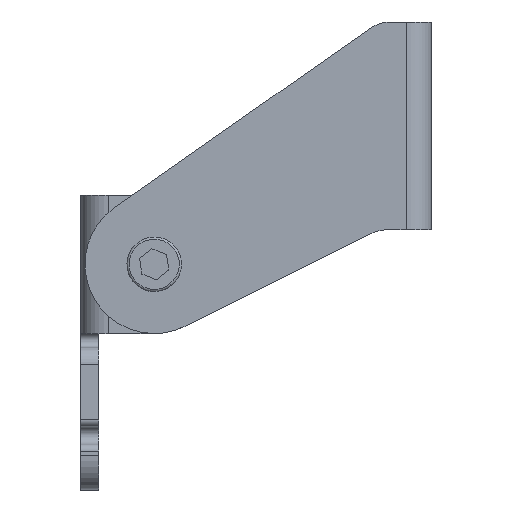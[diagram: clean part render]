
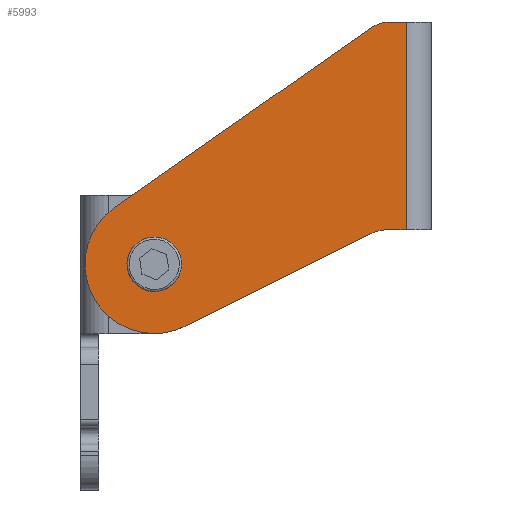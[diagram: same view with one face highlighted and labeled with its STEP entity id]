
A CAD part, left-side view. The second image highlights one B-rep face of the part: STEP entity #5993.
In plain terms, the highlighted planar face has unit normal (-1, 0, 0).
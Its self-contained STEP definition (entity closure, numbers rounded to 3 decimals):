
#16 = DIRECTION ( 'NONE',  ( 1., 0., 0. ) ) ;
#24 = CARTESIAN_POINT ( 'NONE',  ( 50.332, 129.578, -2.061 ) ) ;
#35 = PLANE ( 'NONE',  #5552 ) ;
#126 = CARTESIAN_POINT ( 'NONE',  ( 50.332, 83.471, 4.289 ) ) ;
#164 = ORIENTED_EDGE ( 'NONE', *, *, #2322, .F. ) ;
#194 = CARTESIAN_POINT ( 'NONE',  ( 50.332, 135.674, -2.061 ) ) ;
#217 = DIRECTION ( 'NONE',  ( 0., 0., -1. ) ) ;
#239 = LINE ( 'NONE', #1222, #4218 ) ;
#337 = EDGE_CURVE ( 'NONE', #6073, #1809, #1165, .T. ) ;
#352 = VERTEX_POINT ( 'NONE', #5842 ) ;
#401 = FACE_BOUND ( 'NONE', #4086, .T. ) ;
#437 = AXIS2_PLACEMENT_3D ( 'NONE', #2232, #4618, #4154 ) ;
#467 = DIRECTION ( 'NONE',  ( 0., 1., 0. ) ) ;
#518 = VECTOR ( 'NONE', #1671, 1000. ) ;
#671 = EDGE_CURVE ( 'NONE', #1430, #3245, #239, .T. ) ;
#681 = AXIS2_PLACEMENT_3D ( 'NONE', #1511, #3449, #467 ) ;
#788 = ORIENTED_EDGE ( 'NONE', *, *, #3982, .F. ) ;
#1016 = DIRECTION ( 'NONE',  ( -1., 0., 0. ) ) ;
#1098 = ORIENTED_EDGE ( 'NONE', *, *, #671, .F. ) ;
#1122 = ORIENTED_EDGE ( 'NONE', *, *, #5990, .F. ) ;
#1139 = LINE ( 'NONE', #3164, #3643 ) ;
#1165 = CIRCLE ( 'NONE', #3966, 12.7 ) ;
#1222 = CARTESIAN_POINT ( 'NONE',  ( 50.332, 86.392, 23.339 ) ) ;
#1430 = VERTEX_POINT ( 'NONE', #2494 ) ;
#1468 = CARTESIAN_POINT ( 'NONE',  ( 50.332, 132.626, -2.061 ) ) ;
#1508 = VECTOR ( 'NONE', #4200, 1000. ) ;
#1511 = CARTESIAN_POINT ( 'NONE',  ( 50.332, 132.626, -2.061 ) ) ;
#1671 = DIRECTION ( 'NONE',  ( 0., 1., 0. ) ) ;
#1714 = CIRCLE ( 'NONE', #2914, 3.048 ) ;
#1809 = VERTEX_POINT ( 'NONE', #3634 ) ;
#1825 = LINE ( 'NONE', #126, #518 ) ;
#1852 = VERTEX_POINT ( 'NONE', #4209 ) ;
#1931 = VERTEX_POINT ( 'NONE', #194 ) ;
#1968 = CARTESIAN_POINT ( 'NONE',  ( 50.332, 83.471, 23.339 ) ) ;
#2069 = CARTESIAN_POINT ( 'NONE',  ( 50.332, 89.853, -2.061 ) ) ;
#2133 = AXIS2_PLACEMENT_3D ( 'NONE', #2069, #5939, #2138 ) ;
#2138 = DIRECTION ( 'NONE',  ( 0., 1., 0. ) ) ;
#2173 = VERTEX_POINT ( 'NONE', #3645 ) ;
#2176 = ORIENTED_EDGE ( 'NONE', *, *, #4069, .F. ) ;
#2232 = CARTESIAN_POINT ( 'NONE',  ( 50.332, 89.341, 36.039 ) ) ;
#2250 = EDGE_CURVE ( 'NONE', #2467, #2173, #5186, .T. ) ;
#2322 = EDGE_CURVE ( 'NONE', #352, #1430, #1139, .T. ) ;
#2467 = VERTEX_POINT ( 'NONE', #3715 ) ;
#2494 = CARTESIAN_POINT ( 'NONE',  ( 50.332, 86.392, 42.389 ) ) ;
#2649 = VERTEX_POINT ( 'NONE', #24 ) ;
#2732 = CARTESIAN_POINT ( 'NONE',  ( 50.332, 139.916, 8.338 ) ) ;
#2796 = EDGE_CURVE ( 'NONE', #3245, #2467, #1825, .T. ) ;
#2872 = DIRECTION ( 'NONE',  ( 1., 0., 0. ) ) ;
#2914 = AXIS2_PLACEMENT_3D ( 'NONE', #3931, #1016, #2978 ) ;
#2942 = CARTESIAN_POINT ( 'NONE',  ( 50.332, 86.392, 4.289 ) ) ;
#2978 = DIRECTION ( 'NONE',  ( 0., 1., 0. ) ) ;
#3021 = ORIENTED_EDGE ( 'NONE', *, *, #5249, .F. ) ;
#3164 = CARTESIAN_POINT ( 'NONE',  ( 50.332, 83.471, 42.389 ) ) ;
#3227 = ORIENTED_EDGE ( 'NONE', *, *, #3998, .F. ) ;
#3245 = VERTEX_POINT ( 'NONE', #2942 ) ;
#3443 = FACE_OUTER_BOUND ( 'NONE', #5308, .T. ) ;
#3449 = DIRECTION ( 'NONE',  ( -1., 0., 0. ) ) ;
#3634 = CARTESIAN_POINT ( 'NONE',  ( 50.332, 139.916, 8.338 ) ) ;
#3643 = VECTOR ( 'NONE', #6034, 1000. ) ;
#3645 = CARTESIAN_POINT ( 'NONE',  ( 50.332, 92.681, 3.624 ) ) ;
#3715 = CARTESIAN_POINT ( 'NONE',  ( 50.332, 89.853, 4.289 ) ) ;
#3931 = CARTESIAN_POINT ( 'NONE',  ( 50.332, 132.626, -2.061 ) ) ;
#3935 = VECTOR ( 'NONE', #4707, 1000. ) ;
#3966 = AXIS2_PLACEMENT_3D ( 'NONE', #1468, #2872, #4859 ) ;
#3982 = EDGE_CURVE ( 'NONE', #1852, #352, #4780, .T. ) ;
#3998 = EDGE_CURVE ( 'NONE', #2173, #6073, #5537, .T. ) ;
#4069 = EDGE_CURVE ( 'NONE', #1809, #1852, #5982, .T. ) ;
#4086 = EDGE_LOOP ( 'NONE', ( #3021, #1122 ) ) ;
#4154 = DIRECTION ( 'NONE',  ( 0., 0., -1. ) ) ;
#4200 = DIRECTION ( 'NONE',  ( 0., -0.819, 0.574 ) ) ;
#4209 = CARTESIAN_POINT ( 'NONE',  ( 50.332, 92.986, 41.238 ) ) ;
#4218 = VECTOR ( 'NONE', #217, 1000. ) ;
#4313 = ORIENTED_EDGE ( 'NONE', *, *, #2250, .F. ) ;
#4429 = DIRECTION ( 'NONE',  ( 0., 0., -1. ) ) ;
#4618 = DIRECTION ( 'NONE',  ( 1., 0., 0. ) ) ;
#4707 = DIRECTION ( 'NONE',  ( 0., 0.895, -0.445 ) ) ;
#4780 = CIRCLE ( 'NONE', #437, 6.35 ) ;
#4859 = DIRECTION ( 'NONE',  ( 0., 0., 1. ) ) ;
#4949 = CARTESIAN_POINT ( 'NONE',  ( 50.332, 126.97, -13.432 ) ) ;
#5186 = CIRCLE ( 'NONE', #2133, 6.35 ) ;
#5249 = EDGE_CURVE ( 'NONE', #1931, #2649, #6253, .T. ) ;
#5308 = EDGE_LOOP ( 'NONE', ( #5824, #3227, #4313, #5318, #1098, #164, #788, #2176 ) ) ;
#5318 = ORIENTED_EDGE ( 'NONE', *, *, #2796, .F. ) ;
#5537 = LINE ( 'NONE', #6085, #3935 ) ;
#5552 = AXIS2_PLACEMENT_3D ( 'NONE', #1968, #16, #4429 ) ;
#5824 = ORIENTED_EDGE ( 'NONE', *, *, #337, .F. ) ;
#5842 = CARTESIAN_POINT ( 'NONE',  ( 50.332, 89.341, 42.389 ) ) ;
#5939 = DIRECTION ( 'NONE',  ( -1., 0., 0. ) ) ;
#5982 = LINE ( 'NONE', #2732, #1508 ) ;
#5990 = EDGE_CURVE ( 'NONE', #2649, #1931, #1714, .T. ) ;
#5993 = ADVANCED_FACE ( 'NONE', ( #401, #3443 ), #35, .F. ) ;
#6034 = DIRECTION ( 'NONE',  ( 0., -1., 0. ) ) ;
#6073 = VERTEX_POINT ( 'NONE', #4949 ) ;
#6085 = CARTESIAN_POINT ( 'NONE',  ( 50.332, 92.681, 3.624 ) ) ;
#6253 = CIRCLE ( 'NONE', #681, 3.048 ) ;
